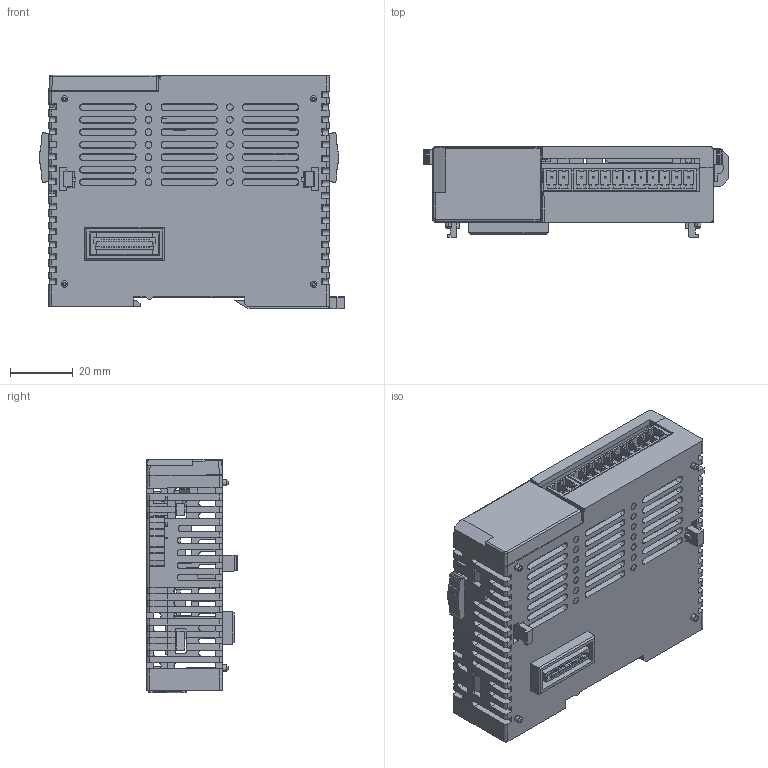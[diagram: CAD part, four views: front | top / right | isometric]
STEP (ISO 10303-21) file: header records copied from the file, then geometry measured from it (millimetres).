
FILE_DESCRIPTION( ('This file contains a STEP AP42 implementation' ,'as created by ZW3D STEP Interface translator.') ,'2;1' );
FILE_NAME( 'HCA8C-4EX4EYR.stp' ,'21 911. 930 6', (''), ('ZWCAD Software Co.'), 'Version 1.0', 'ZW3D to STEP translator', '' );
FILE_SCHEMA(('AP242_MANAGED_MODEL_BASED_3D_ENGINEERING_MIM_LF { 1 0 10303 442 1 1 4 }'));
Length unit declared in the file: millimetre
Products named in the file (1): 0
Bounding box: 97.6 x 28.95 x 74.65 mm (x, y, z)
Volume: 0.9 mm3; surface area: 58122.4 mm2
Topology: 3 solids, 4 shells, 3130 faces, 9280 edges, 6193 vertices
Faces by surface type: plane 2499, cylinder 475, bspline 99, sphere 34, cone 23
Entity records: 112015 total; most frequent: CARTESIAN_POINT 24882, ORIENTED_EDGE 18537, DIRECTION 15815, EDGE_CURVE 9272, VECTOR 7663, LINE 7663, VERTEX_POINT 6193, AXIS2_PLACEMENT_3D 4076
